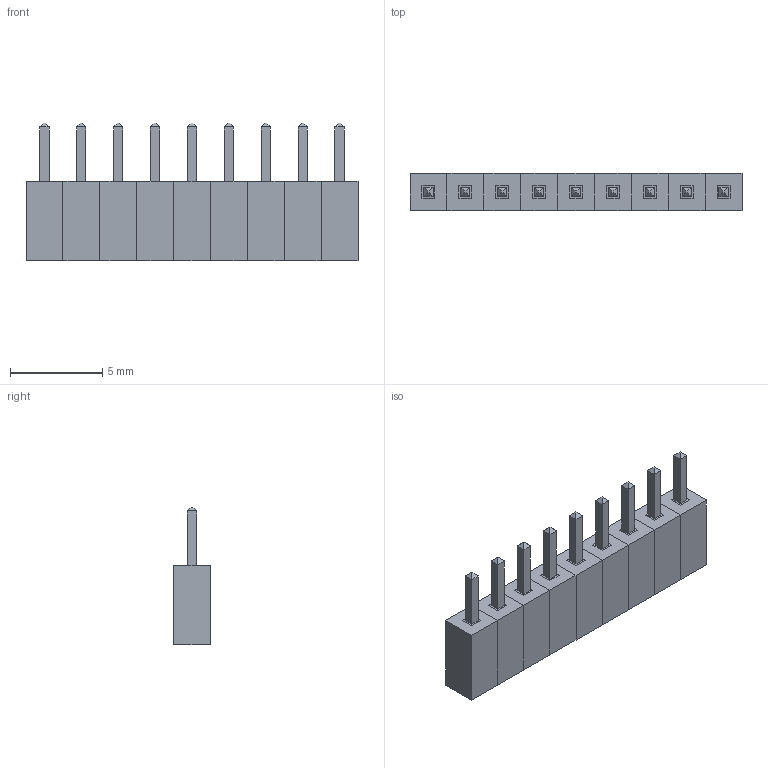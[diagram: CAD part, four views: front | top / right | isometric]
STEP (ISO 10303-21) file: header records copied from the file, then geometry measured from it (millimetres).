
FILE_DESCRIPTION (( 'STEP AP214' ), '1' );
FILE_NAME ('User Library-PBS2-9.STEP', '2018-08-16T03:28:34', ( '' ), ( '' ), 'SwSTEP 2.0', 'SolidWorks 2018', '' );
FILE_SCHEMA (( 'AUTOMOTIVE_DESIGN' ));
Length unit declared in the file: millimetre
Products named in the file (5): User Library-PBS2-9_PBS2_2; User Library-PBS2-9; User Library-PBS2-9_PBS2_3; User Library-PBS2-9_PBS2; User Library-PBS2-9_PBS2_1
Assembly tree (12 placements, depth 3):
  User Library-PBS2-9
    User Library-PBS2-9_PBS2  x9
      User Library-PBS2-9_PBS2_1
      User Library-PBS2-9_PBS2_2
      User Library-PBS2-9_PBS2_3
Bounding box: 18 x 2 x 7.45 mm (x, y, z)
Volume: 151.9 mm3; surface area: 729.7 mm2
Topology: 27 solids, 27 shells, 270 faces, 612 edges, 396 vertices
Faces by surface type: plane 270
Entity records: 1402 total; most frequent: DIRECTION 160, CARTESIAN_POINT 158, ORIENTED_EDGE 136, EDGE_CURVE 68, VECTOR 68, LINE 68, AXIS2_PLACEMENT_3D 46, VERTEX_POINT 44
